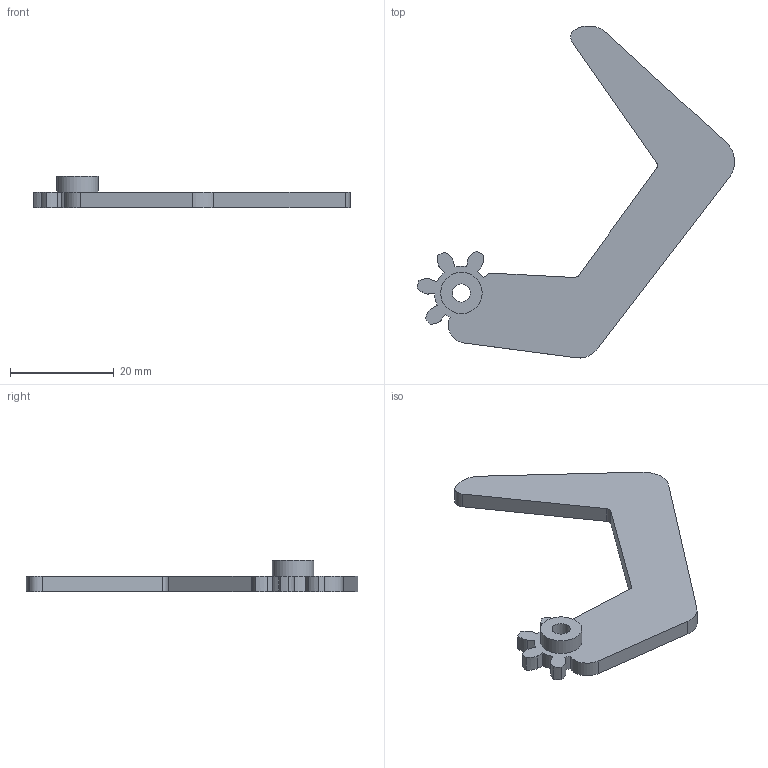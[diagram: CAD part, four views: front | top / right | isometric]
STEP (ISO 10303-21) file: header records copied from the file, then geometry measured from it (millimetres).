
FILE_DESCRIPTION(('FreeCAD Model'),'2;1');
FILE_NAME('claw-pincer-free.step', '2015-01-11T12:31:03',('FreeCAD'),('FreeCAD'), 'Open CASCADE STEP processor 6.7','FreeCAD','Unknown');
FILE_SCHEMA(('AUTOMOTIVE_DESIGN_CC2 { 1 2 10303 214 -1 1 5 4 }'));
Length unit declared in the file: millimetre
Products named in the file (1): drill
Bounding box: 61.2 x 64.06 x 6 mm (x, y, z)
Volume: 3689 mm3; surface area: 3243.6 mm2
Topology: 1 solids, 1 shells, 44 faces, 123 edges, 82 vertices
Faces by surface type: plane 18, cylinder 18, extrusion 8
Full cylindrical faces by diameter (mm): 3.5 x1, 8 x1
Entity records: 3184 total; most frequent: CARTESIAN_POINT 786, DIRECTION 420, VECTOR 257, LINE 249, ORIENTED_EDGE 246, PCURVE 246, DEFINITIONAL_REPRESENTATION 246, EDGE_CURVE 123
